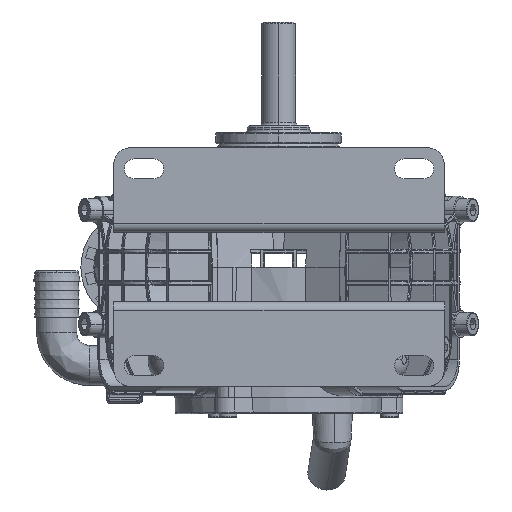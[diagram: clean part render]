
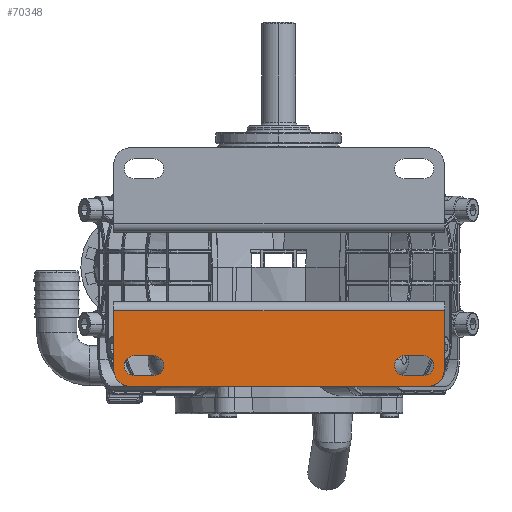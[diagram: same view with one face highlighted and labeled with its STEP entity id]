
A CAD part, front view. The second image highlights one B-rep face of the part: STEP entity #70348.
In plain terms, the highlighted planar face has unit normal (0, -1, 0).
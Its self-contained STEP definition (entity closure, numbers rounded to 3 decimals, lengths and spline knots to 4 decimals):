
#442 = DIRECTION ( 'NONE',  ( -1., 0., 0. ) ) ;
#1793 = CARTESIAN_POINT ( 'NONE',  ( 2.7658, -4.9217, -4.3118 ) ) ;
#3303 = VERTEX_POINT ( 'NONE', #119088 ) ;
#3422 = CARTESIAN_POINT ( 'NONE',  ( -3.179, -4.9217, -4.5283 ) ) ;
#3892 = CARTESIAN_POINT ( 'NONE',  ( -3.2381, -4.9217, -4.9937 ) ) ;
#5347 = DIRECTION ( 'NONE',  ( 0., 1., 0. ) ) ;
#7049 = CIRCLE ( 'NONE', #7506, 0.2165 ) ;
#7506 = AXIS2_PLACEMENT_3D ( 'NONE', #15968, #94930, #37916 ) ;
#7955 = CARTESIAN_POINT ( 'NONE',  ( -3.179, -4.9217, -4.5283 ) ) ;
#8405 = ORIENTED_EDGE ( 'NONE', *, *, #72507, .T. ) ;
#8440 = EDGE_CURVE ( 'NONE', #112188, #21625, #7049, .T. ) ;
#9064 = EDGE_CURVE ( 'NONE', #97793, #71809, #85516, .T. ) ;
#10004 = DIRECTION ( 'NONE',  ( 0., 0., -1. ) ) ;
#10078 = CARTESIAN_POINT ( 'NONE',  ( -3.179, -4.9217, -4.3118 ) ) ;
#11106 = ORIENTED_EDGE ( 'NONE', *, *, #96095, .T. ) ;
#13011 = DIRECTION ( 'NONE',  ( 1., 0., 0. ) ) ;
#15107 = CARTESIAN_POINT ( 'NONE',  ( -2.746, -4.9217, -4.3118 ) ) ;
#15968 = CARTESIAN_POINT ( 'NONE',  ( -2.746, -4.9217, -4.5283 ) ) ;
#17304 = CARTESIAN_POINT ( 'NONE',  ( -3.3956, -4.9217, -4.5283 ) ) ;
#17915 = DIRECTION ( 'NONE',  ( -1., 0., 0. ) ) ;
#18247 = CARTESIAN_POINT ( 'NONE',  ( -3.2381, -4.9217, -4.6 ) ) ;
#21532 = CIRCLE ( 'NONE', #47352, 0.3937 ) ;
#21625 = VERTEX_POINT ( 'NONE', #124334 ) ;
#23350 = VERTEX_POINT ( 'NONE', #37733 ) ;
#24457 = VERTEX_POINT ( 'NONE', #111035 ) ;
#25583 = CARTESIAN_POINT ( 'NONE',  ( 2.5493, -4.9217, -4.5283 ) ) ;
#25890 = ORIENTED_EDGE ( 'NONE', *, *, #106867, .T. ) ;
#26942 = CARTESIAN_POINT ( 'NONE',  ( 3.258, -4.9217, -4.6 ) ) ;
#27272 = DIRECTION ( 'NONE',  ( -1., 0., 0. ) ) ;
#29156 = VERTEX_POINT ( 'NONE', #116333 ) ;
#29411 = VECTOR ( 'NONE', #39016, 39.3701 ) ;
#30037 = EDGE_CURVE ( 'NONE', #23350, #77108, #103184, .T. ) ;
#30836 = DIRECTION ( 'NONE',  ( 0., 1., 0. ) ) ;
#31282 = EDGE_CURVE ( 'NONE', #48622, #112188, #44648, .T. ) ;
#31452 = CARTESIAN_POINT ( 'NONE',  ( -3.6318, -4.9217, -3.3205 ) ) ;
#33815 = AXIS2_PLACEMENT_3D ( 'NONE', #49957, #128393, #83573 ) ;
#35138 = DIRECTION ( 'NONE',  ( 0., 1., 0. ) ) ;
#35253 = CIRCLE ( 'NONE', #80342, 0.2165 ) ;
#36739 = DIRECTION ( 'NONE',  ( -1., 0., 0. ) ) ;
#37078 = EDGE_LOOP ( 'NONE', ( #97684, #138152, #71841, #82517, #100281, #64514 ) ) ;
#37121 = CARTESIAN_POINT ( 'NONE',  ( 3.6517, -4.9217, -3.3205 ) ) ;
#37689 = VECTOR ( 'NONE', #125091, 39.3701 ) ;
#37733 = CARTESIAN_POINT ( 'NONE',  ( 3.1989, -4.9217, -4.7449 ) ) ;
#37916 = DIRECTION ( 'NONE',  ( -1., 0., 0. ) ) ;
#38898 = CARTESIAN_POINT ( 'NONE',  ( 2.7265, -4.9217, -4.9937 ) ) ;
#39016 = DIRECTION ( 'NONE',  ( -1., 0., 0. ) ) ;
#41935 = EDGE_LOOP ( 'NONE', ( #11106, #118361, #25890, #83301, #57717 ) ) ;
#44394 = LINE ( 'NONE', #31452, #67016 ) ;
#44648 = LINE ( 'NONE', #91487, #37689 ) ;
#44924 = CARTESIAN_POINT ( 'NONE',  ( 2.7658, -4.9217, -4.5283 ) ) ;
#45422 = VERTEX_POINT ( 'NONE', #143643 ) ;
#47352 = AXIS2_PLACEMENT_3D ( 'NONE', #18247, #96235, #129829 ) ;
#48622 = VERTEX_POINT ( 'NONE', #10078 ) ;
#49957 = CARTESIAN_POINT ( 'NONE',  ( 3.1989, -4.9217, -4.5283 ) ) ;
#50375 = LINE ( 'NONE', #92608, #29411 ) ;
#52378 = EDGE_CURVE ( 'NONE', #3303, #29156, #44394, .T. ) ;
#53184 = LINE ( 'NONE', #37121, #89813 ) ;
#57717 = ORIENTED_EDGE ( 'NONE', *, *, #138769, .T. ) ;
#58605 = FACE_BOUND ( 'NONE', #62517, .T. ) ;
#60393 = VERTEX_POINT ( 'NONE', #140040 ) ;
#60981 = DIRECTION ( 'NONE',  ( 1., 0., 0. ) ) ;
#62517 = EDGE_LOOP ( 'NONE', ( #101517, #72729, #106823, #127137, #8405 ) ) ;
#63418 = CIRCLE ( 'NONE', #33815, 0.2165 ) ;
#64514 = ORIENTED_EDGE ( 'NONE', *, *, #87878, .T. ) ;
#64830 = EDGE_CURVE ( 'NONE', #65675, #45422, #85624, .T. ) ;
#65675 = VERTEX_POINT ( 'NONE', #25583 ) ;
#67016 = VECTOR ( 'NONE', #10004, 39.3701 ) ;
#67453 = CIRCLE ( 'NONE', #103649, 0.2165 ) ;
#69166 = CARTESIAN_POINT ( 'NONE',  ( 2.7658, -4.9217, -4.5283 ) ) ;
#69758 = DIRECTION ( 'NONE',  ( 0., 0., -1. ) ) ;
#69880 = VECTOR ( 'NONE', #116475, 39.3701 ) ;
#70348 = ADVANCED_FACE ( 'NONE', ( #100444, #58605, #84804 ), #95115, .T. ) ;
#71809 = VERTEX_POINT ( 'NONE', #17304 ) ;
#71841 = ORIENTED_EDGE ( 'NONE', *, *, #116774, .F. ) ;
#71888 = EDGE_CURVE ( 'NONE', #60393, #77949, #53184, .T. ) ;
#72507 = EDGE_CURVE ( 'NONE', #21625, #97793, #103690, .T. ) ;
#72729 = ORIENTED_EDGE ( 'NONE', *, *, #135812, .T. ) ;
#73076 = EDGE_CURVE ( 'NONE', #95478, #29156, #21532, .T. ) ;
#77108 = VERTEX_POINT ( 'NONE', #83335 ) ;
#77949 = VERTEX_POINT ( 'NONE', #125231 ) ;
#78920 = AXIS2_PLACEMENT_3D ( 'NONE', #127252, #84371, #60981 ) ;
#79377 = AXIS2_PLACEMENT_3D ( 'NONE', #7955, #30836, #85938 ) ;
#79954 = DIRECTION ( 'NONE',  ( -1., 0., 0. ) ) ;
#80342 = AXIS2_PLACEMENT_3D ( 'NONE', #3422, #5347, #27272 ) ;
#80892 = VERTEX_POINT ( 'NONE', #124137 ) ;
#82517 = ORIENTED_EDGE ( 'NONE', *, *, #127132, .F. ) ;
#82526 = DIRECTION ( 'NONE',  ( 0., 1., 0. ) ) ;
#82690 = VECTOR ( 'NONE', #442, 39.3701 ) ;
#83301 = ORIENTED_EDGE ( 'NONE', *, *, #64830, .T. ) ;
#83335 = CARTESIAN_POINT ( 'NONE',  ( 2.7658, -4.9217, -4.7449 ) ) ;
#83573 = DIRECTION ( 'NONE',  ( -1., 0., 0. ) ) ;
#84371 = DIRECTION ( 'NONE',  ( 0., -1., 0. ) ) ;
#84804 = FACE_BOUND ( 'NONE', #41935, .T. ) ;
#85516 = CIRCLE ( 'NONE', #79377, 0.2165 ) ;
#85624 = CIRCLE ( 'NONE', #115049, 0.2165 ) ;
#85938 = DIRECTION ( 'NONE',  ( -1., 0., 0. ) ) ;
#87878 = EDGE_CURVE ( 'NONE', #60393, #3303, #50375, .T. ) ;
#89813 = VECTOR ( 'NONE', #69758, 39.3701 ) ;
#91487 = CARTESIAN_POINT ( 'NONE',  ( -2.746, -4.9217, -4.3118 ) ) ;
#92094 = DIRECTION ( 'NONE',  ( 0., 1., 0. ) ) ;
#92608 = CARTESIAN_POINT ( 'NONE',  ( 2.7265, -4.9217, -3.3205 ) ) ;
#94930 = DIRECTION ( 'NONE',  ( 0., 1., 0. ) ) ;
#95115 = PLANE ( 'NONE',  #78920 ) ;
#95478 = VERTEX_POINT ( 'NONE', #3892 ) ;
#96095 = EDGE_CURVE ( 'NONE', #24457, #23350, #63418, .T. ) ;
#96235 = DIRECTION ( 'NONE',  ( 0., 1., 0. ) ) ;
#97684 = ORIENTED_EDGE ( 'NONE', *, *, #52378, .T. ) ;
#97793 = VERTEX_POINT ( 'NONE', #121321 ) ;
#98699 = CIRCLE ( 'NONE', #106697, 0.3937 ) ;
#100281 = ORIENTED_EDGE ( 'NONE', *, *, #71888, .F. ) ;
#100444 = FACE_OUTER_BOUND ( 'NONE', #37078, .T. ) ;
#101517 = ORIENTED_EDGE ( 'NONE', *, *, #9064, .T. ) ;
#103184 = LINE ( 'NONE', #104822, #69880 ) ;
#103649 = AXIS2_PLACEMENT_3D ( 'NONE', #44924, #35138, #79954 ) ;
#103690 = LINE ( 'NONE', #124163, #82690 ) ;
#103818 = DIRECTION ( 'NONE',  ( -1., 0., 0. ) ) ;
#104822 = CARTESIAN_POINT ( 'NONE',  ( 3.1989, -4.9217, -4.7449 ) ) ;
#106697 = AXIS2_PLACEMENT_3D ( 'NONE', #26942, #82526, #36739 ) ;
#106823 = ORIENTED_EDGE ( 'NONE', *, *, #31282, .T. ) ;
#106867 = EDGE_CURVE ( 'NONE', #77108, #65675, #67453, .T. ) ;
#111035 = CARTESIAN_POINT ( 'NONE',  ( 3.1989, -4.9217, -4.3118 ) ) ;
#112188 = VERTEX_POINT ( 'NONE', #15107 ) ;
#115049 = AXIS2_PLACEMENT_3D ( 'NONE', #69166, #92094, #103818 ) ;
#116333 = CARTESIAN_POINT ( 'NONE',  ( -3.6318, -4.9217, -4.6 ) ) ;
#116475 = DIRECTION ( 'NONE',  ( -1., 0., 0. ) ) ;
#116774 = EDGE_CURVE ( 'NONE', #80892, #95478, #139473, .T. ) ;
#118361 = ORIENTED_EDGE ( 'NONE', *, *, #30037, .T. ) ;
#119088 = CARTESIAN_POINT ( 'NONE',  ( -3.6318, -4.9217, -3.3205 ) ) ;
#121321 = CARTESIAN_POINT ( 'NONE',  ( -3.179, -4.9217, -4.7449 ) ) ;
#124137 = CARTESIAN_POINT ( 'NONE',  ( 3.258, -4.9217, -4.9937 ) ) ;
#124163 = CARTESIAN_POINT ( 'NONE',  ( -3.179, -4.9217, -4.7449 ) ) ;
#124334 = CARTESIAN_POINT ( 'NONE',  ( -2.746, -4.9217, -4.7449 ) ) ;
#125091 = DIRECTION ( 'NONE',  ( 1., 0., 0. ) ) ;
#125231 = CARTESIAN_POINT ( 'NONE',  ( 3.6517, -4.9217, -4.6 ) ) ;
#127132 = EDGE_CURVE ( 'NONE', #77949, #80892, #98699, .T. ) ;
#127137 = ORIENTED_EDGE ( 'NONE', *, *, #8440, .T. ) ;
#127252 = CARTESIAN_POINT ( 'NONE',  ( 2.7265, -4.9217, -4.9937 ) ) ;
#128393 = DIRECTION ( 'NONE',  ( 0., 1., 0. ) ) ;
#129829 = DIRECTION ( 'NONE',  ( 1., 0., 0. ) ) ;
#134429 = VECTOR ( 'NONE', #13011, 39.3701 ) ;
#135812 = EDGE_CURVE ( 'NONE', #71809, #48622, #35253, .T. ) ;
#137947 = LINE ( 'NONE', #1793, #134429 ) ;
#138152 = ORIENTED_EDGE ( 'NONE', *, *, #73076, .F. ) ;
#138769 = EDGE_CURVE ( 'NONE', #45422, #24457, #137947, .T. ) ;
#139473 = LINE ( 'NONE', #38898, #142966 ) ;
#140040 = CARTESIAN_POINT ( 'NONE',  ( 3.6517, -4.9217, -3.3205 ) ) ;
#142966 = VECTOR ( 'NONE', #17915, 39.3701 ) ;
#143643 = CARTESIAN_POINT ( 'NONE',  ( 2.7658, -4.9217, -4.3118 ) ) ;
